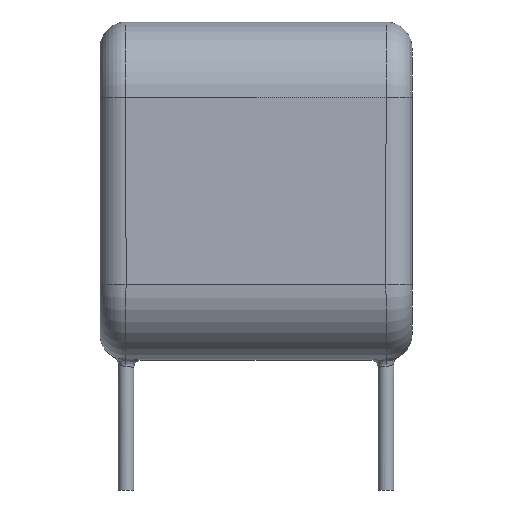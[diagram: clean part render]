
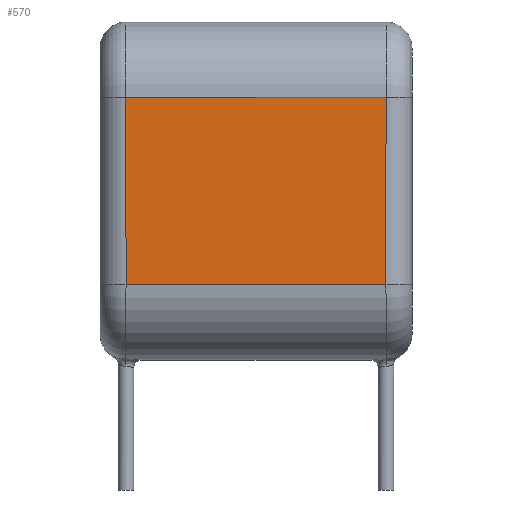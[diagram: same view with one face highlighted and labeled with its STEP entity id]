
A CAD part, front view. The second image highlights one B-rep face of the part: STEP entity #570.
In plain terms, the highlighted planar face has unit normal (0, -1, 0).
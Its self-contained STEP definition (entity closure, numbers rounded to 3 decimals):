
#450 = EDGE_CURVE ( 'NONE', #10140, #11196, #11618, .T. ) ;
#570 = ADVANCED_FACE ( 'NONE', ( #2105 ), #5948, .T. ) ;
#1016 = VERTEX_POINT ( 'NONE', #12472 ) ;
#1075 = EDGE_CURVE ( 'NONE', #11196, #1016, #11763, .T. ) ;
#1108 = ORIENTED_EDGE ( 'NONE', *, *, #450, .T. ) ;
#1473 = CARTESIAN_POINT ( 'NONE',  ( 5., -2.9, -10.1 ) ) ;
#1860 = EDGE_LOOP ( 'NONE', ( #1108, #5990, #10138, #2565 ) ) ;
#2105 = FACE_OUTER_BOUND ( 'NONE', #1860, .T. ) ;
#2165 = LINE ( 'NONE', #6004, #9299 ) ;
#2306 = EDGE_CURVE ( 'NONE', #3647, #10140, #2165, .T. ) ;
#2565 = ORIENTED_EDGE ( 'NONE', *, *, #2306, .T. ) ;
#2920 = CARTESIAN_POINT ( 'NONE',  ( -6., -2.9, -10.1 ) ) ;
#3065 = CARTESIAN_POINT ( 'NONE',  ( 5., -2.9, -13. ) ) ;
#3647 = VERTEX_POINT ( 'NONE', #7995 ) ;
#3784 = CARTESIAN_POINT ( 'NONE',  ( -6., -2.9, -2.9 ) ) ;
#4116 = CARTESIAN_POINT ( 'NONE',  ( -6., -2.9, -13. ) ) ;
#5348 = VECTOR ( 'NONE', #6909, 1000. ) ;
#5948 = PLANE ( 'NONE',  #10222 ) ;
#5990 = ORIENTED_EDGE ( 'NONE', *, *, #1075, .T. ) ;
#6004 = CARTESIAN_POINT ( 'NONE',  ( -5., -2.9, -13. ) ) ;
#6762 = DIRECTION ( 'NONE',  ( 1., 0., 0. ) ) ;
#6909 = DIRECTION ( 'NONE',  ( 0., 0., 1. ) ) ;
#7645 = DIRECTION ( 'NONE',  ( -1., 0., 0. ) ) ;
#7879 = CARTESIAN_POINT ( 'NONE',  ( -5., -2.9, -10.1 ) ) ;
#7970 = DIRECTION ( 'NONE',  ( 0., -1., 0. ) ) ;
#7995 = CARTESIAN_POINT ( 'NONE',  ( -5., -2.9, -2.9 ) ) ;
#9299 = VECTOR ( 'NONE', #9894, 1000. ) ;
#9894 = DIRECTION ( 'NONE',  ( 0., 0., -1. ) ) ;
#10138 = ORIENTED_EDGE ( 'NONE', *, *, #10692, .T. ) ;
#10140 = VERTEX_POINT ( 'NONE', #7879 ) ;
#10222 = AXIS2_PLACEMENT_3D ( 'NONE', #4116, #7970, #11866 ) ;
#10692 = EDGE_CURVE ( 'NONE', #1016, #3647, #12500, .T. ) ;
#11196 = VERTEX_POINT ( 'NONE', #1473 ) ;
#11345 = VECTOR ( 'NONE', #7645, 1000. ) ;
#11618 = LINE ( 'NONE', #2920, #11846 ) ;
#11763 = LINE ( 'NONE', #3065, #5348 ) ;
#11846 = VECTOR ( 'NONE', #6762, 1000. ) ;
#11866 = DIRECTION ( 'NONE',  ( 0., 0., -1. ) ) ;
#12472 = CARTESIAN_POINT ( 'NONE',  ( 5., -2.9, -2.9 ) ) ;
#12500 = LINE ( 'NONE', #3784, #11345 ) ;
